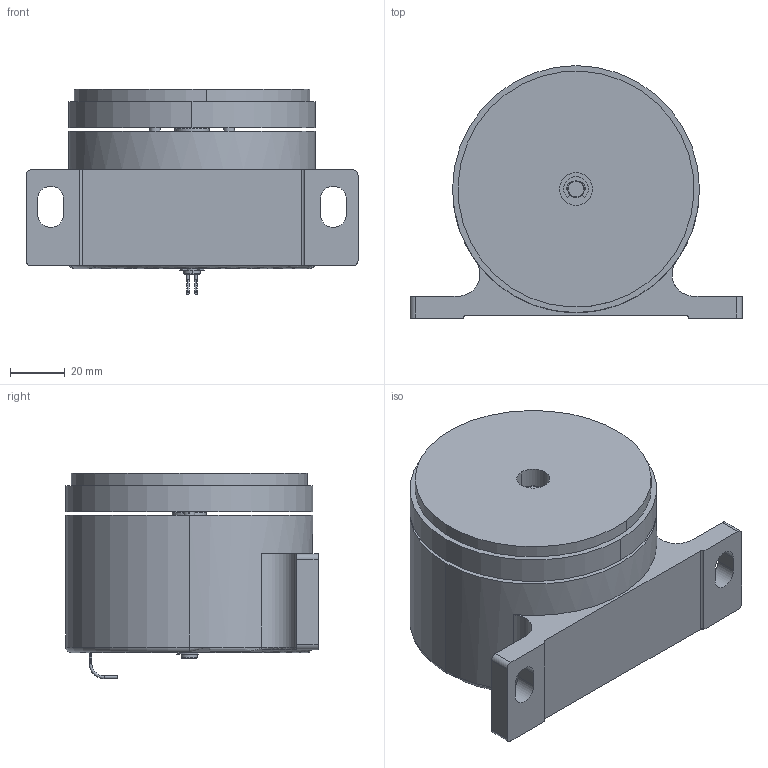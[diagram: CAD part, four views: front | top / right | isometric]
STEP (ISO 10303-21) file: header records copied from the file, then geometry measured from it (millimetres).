
FILE_DESCRIPTION (( 'STEP AP203' ), '1' );
FILE_NAME ('NGB-10(Web—p).STEP', '2025-12-19T05:59:49', ( '' ), ( '' ), 'SwSTEP 2.0', 'SolidWorks 2024', '' );
FILE_SCHEMA (( 'CONFIG_CONTROL_DESIGN' ));
Length unit declared in the file: millimetre
Products named in the file (1): NGB-10(Web用)
Bounding box: 121 x 92 x 74.8 mm (x, y, z)
Volume: 429787.2 mm3; surface area: 50237.9 mm2
Topology: 1 solids, 1 shells, 334 faces, 895 edges, 588 vertices
Faces by surface type: plane 169, bspline 80, cylinder 73, torus 6, cone 6
Entity records: 13409 total; most frequent: CARTESIAN_POINT 5350, ORIENTED_EDGE 1790, DIRECTION 1422, EDGE_CURVE 895, VERTEX_POINT 588, LINE 554, VECTOR 554, AXIS2_PLACEMENT_3D 434
